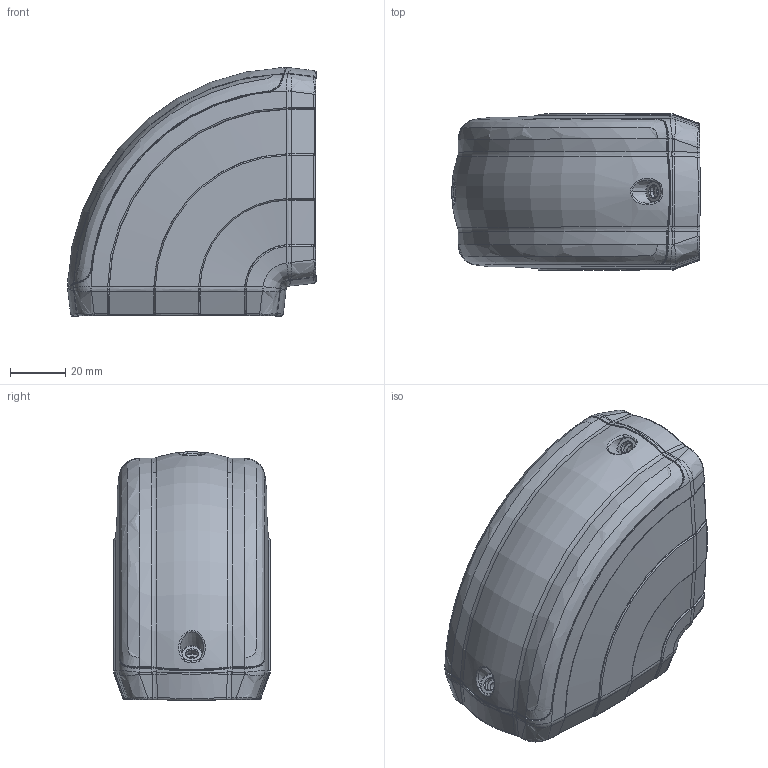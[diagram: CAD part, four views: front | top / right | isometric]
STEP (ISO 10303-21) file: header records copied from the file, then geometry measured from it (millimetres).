
FILE_DESCRIPTION (( 'STEP AP203' ), '1' );
FILE_NAME ('TK045-420.STEP', '2018-09-19T05:55:45', ( '' ), ( '' ), 'SwSTEP 2.0', 'SolidWorks 2018', '' );
FILE_SCHEMA (( 'CONFIG_CONTROL_DESIGN' ));
Length unit declared in the file: millimetre
Products named in the file (1): TK045-420
Bounding box: 90.06 x 56.6 x 90.06 mm (x, y, z)
Volume: 103451.4 mm3; surface area: 48706.8 mm2
Topology: 2 solids, 2 shells, 1164 faces, 2857 edges, 1663 vertices
Faces by surface type: bspline 746, cone 156, torus 117, cylinder 94, plane 51
Entity records: 69711 total; most frequent: CARTESIAN_POINT 48255, ORIENTED_EDGE 5628, DIRECTION 2911, EDGE_CURVE 2814, VERTEX_POINT 1664, B_SPLINE_CURVE_WITH_KNOTS 1559, AXIS2_PLACEMENT_3D 1326, EDGE_LOOP 1198
